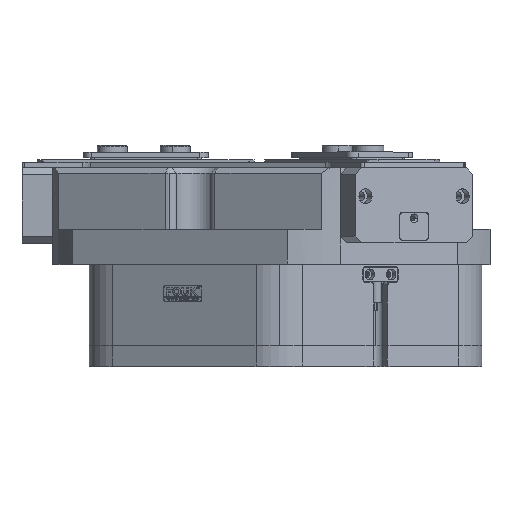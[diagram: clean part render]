
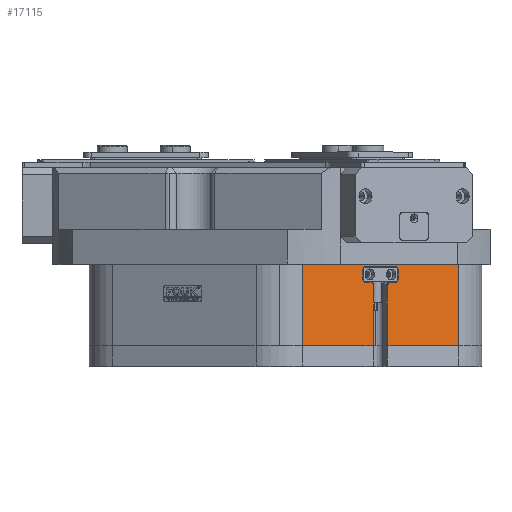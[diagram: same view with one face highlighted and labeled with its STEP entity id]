
A CAD part, top view. The second image highlights one B-rep face of the part: STEP entity #17115.
In plain terms, the highlighted planar face has unit normal (0.5, 0, 0.866).
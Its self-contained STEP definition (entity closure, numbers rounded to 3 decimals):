
#473 = VERTEX_POINT ( 'NONE', #57798 ) ;
#1093 = EDGE_CURVE ( 'NONE', #2046, #58953, #19922, .T. ) ;
#1182 = VECTOR ( 'NONE', #19728, 1000. ) ;
#1454 = DIRECTION ( 'NONE',  ( 0.5, 0., 0.866 ) ) ;
#1552 = AXIS2_PLACEMENT_3D ( 'NONE', #47701, #11112, #29440 ) ;
#1892 = DIRECTION ( 'NONE',  ( 0., 1., 0. ) ) ;
#1927 = CARTESIAN_POINT ( 'NONE',  ( 58.183, 48.5, 130.376 ) ) ;
#1931 = FACE_OUTER_BOUND ( 'NONE', #54344, .T. ) ;
#2031 = DIRECTION ( 'NONE',  ( -0.866, 0., 0.5 ) ) ;
#2046 = VERTEX_POINT ( 'NONE', #51998 ) ;
#3190 = LINE ( 'NONE', #25809, #21678 ) ;
#3267 = PLANE ( 'NONE',  #34435 ) ;
#3318 = CARTESIAN_POINT ( 'NONE',  ( 128., 0., 90.067 ) ) ;
#3564 = DIRECTION ( 'NONE',  ( -0.5, 0., -0.866 ) ) ;
#3783 = VERTEX_POINT ( 'NONE', #36614 ) ;
#3920 = VERTEX_POINT ( 'NONE', #46499 ) ;
#4435 = AXIS2_PLACEMENT_3D ( 'NONE', #19265, #32849, #33243 ) ;
#4674 = CIRCLE ( 'NONE', #20754, 1.7 ) ;
#5057 = LINE ( 'NONE', #8315, #33550 ) ;
#5295 = EDGE_CURVE ( 'NONE', #10222, #9694, #6730, .T. ) ;
#5558 = EDGE_CURVE ( 'NONE', #20356, #3783, #3190, .T. ) ;
#5737 = DIRECTION ( 'NONE',  ( -0.866, 0., 0.5 ) ) ;
#5776 = ORIENTED_EDGE ( 'NONE', *, *, #1093, .T. ) ;
#5850 = CARTESIAN_POINT ( 'NONE',  ( 284., 59.5, 0. ) ) ;
#5991 = CARTESIAN_POINT ( 'NONE',  ( 14., 754.9, 155.885 ) ) ;
#6730 = LINE ( 'NONE', #23998, #45235 ) ;
#7693 = DIRECTION ( 'NONE',  ( 0., 1., 0. ) ) ;
#7858 = DIRECTION ( 'NONE',  ( 0.866, 0., -0.5 ) ) ;
#8222 = VECTOR ( 'NONE', #56907, 1000. ) ;
#8315 = CARTESIAN_POINT ( 'NONE',  ( 76.456, 0., 119.826 ) ) ;
#8607 = ORIENTED_EDGE ( 'NONE', *, *, #24714, .F. ) ;
#9100 = ORIENTED_EDGE ( 'NONE', *, *, #56394, .T. ) ;
#9613 = CARTESIAN_POINT ( 'NONE',  ( 81.825, 57.8, 116.726 ) ) ;
#9614 = ORIENTED_EDGE ( 'NONE', *, *, #25983, .T. ) ;
#9694 = VERTEX_POINT ( 'NONE', #23873 ) ;
#9983 = DIRECTION ( 'NONE',  ( -0.5, 0., -0.866 ) ) ;
#10148 = ORIENTED_EDGE ( 'NONE', *, *, #16235, .T. ) ;
#10222 = VERTEX_POINT ( 'NONE', #27651 ) ;
#10286 = AXIS2_PLACEMENT_3D ( 'NONE', #31938, #9983, #47143 ) ;
#10639 = LINE ( 'NONE', #24507, #38417 ) ;
#10702 = DIRECTION ( 'NONE',  ( -0.866, 0., 0.5 ) ) ;
#11067 = VERTEX_POINT ( 'NONE', #3318 ) ;
#11112 = DIRECTION ( 'NONE',  ( -0.5, 0., -0.866 ) ) ;
#11411 = VERTEX_POINT ( 'NONE', #14612 ) ;
#11843 = ORIENTED_EDGE ( 'NONE', *, *, #41656, .T. ) ;
#12725 = EDGE_CURVE ( 'NONE', #9694, #20356, #39732, .T. ) ;
#12840 = DIRECTION ( 'NONE',  ( 0.5, 0., 0.866 ) ) ;
#12877 = CIRCLE ( 'NONE', #26585, 2.3 ) ;
#13705 = ORIENTED_EDGE ( 'NONE', *, *, #5295, .T. ) ;
#14612 = CARTESIAN_POINT ( 'NONE',  ( 76.456, 0., 119.826 ) ) ;
#15304 = VERTEX_POINT ( 'NONE', #38904 ) ;
#15752 = CARTESIAN_POINT ( 'NONE',  ( 64.072, 44.5, 126.976 ) ) ;
#15859 = VERTEX_POINT ( 'NONE', #58879 ) ;
#16235 = EDGE_CURVE ( 'NONE', #15859, #49926, #51102, .T. ) ;
#16568 = DIRECTION ( 'NONE',  ( 0., 1., 0. ) ) ;
#16765 = VERTEX_POINT ( 'NONE', #58652 ) ;
#17115 = ADVANCED_FACE ( 'NONE', ( #1931 ), #3267, .T. ) ;
#17124 = CARTESIAN_POINT ( 'NONE',  ( 77.928, 44.5, 118.976 ) ) ;
#19265 = CARTESIAN_POINT ( 'NONE',  ( 60.175, 55.5, 129.226 ) ) ;
#19728 = DIRECTION ( 'NONE',  ( 0.866, 0., -0.5 ) ) ;
#19922 = LINE ( 'NONE', #5991, #34945 ) ;
#20081 = DIRECTION ( 'NONE',  ( 0.866, 0., -0.5 ) ) ;
#20102 = DIRECTION ( 'NONE',  ( 0.866, 0., -0.5 ) ) ;
#20356 = VERTEX_POINT ( 'NONE', #1927 ) ;
#20754 = AXIS2_PLACEMENT_3D ( 'NONE', #17124, #21716, #39883 ) ;
#21505 = ORIENTED_EDGE ( 'NONE', *, *, #29069, .F. ) ;
#21678 = VECTOR ( 'NONE', #7693, 1000. ) ;
#21716 = DIRECTION ( 'NONE',  ( 0.5, 0., 0.866 ) ) ;
#22511 = VECTOR ( 'NONE', #20081, 1000. ) ;
#23141 = CIRCLE ( 'NONE', #10286, 2.3 ) ;
#23827 = EDGE_CURVE ( 'NONE', #43090, #54122, #23141, .T. ) ;
#23873 = CARTESIAN_POINT ( 'NONE',  ( 60.175, 46.2, 129.226 ) ) ;
#23998 = CARTESIAN_POINT ( 'NONE',  ( 60.175, 46.2, 129.226 ) ) ;
#24198 = ORIENTED_EDGE ( 'NONE', *, *, #45134, .T. ) ;
#24507 = CARTESIAN_POINT ( 'NONE',  ( 284., 0., 0. ) ) ;
#24714 = EDGE_CURVE ( 'NONE', #11067, #11411, #32302, .T. ) ;
#25059 = ORIENTED_EDGE ( 'NONE', *, *, #36813, .T. ) ;
#25809 = CARTESIAN_POINT ( 'NONE',  ( 58.183, 55.5, 130.376 ) ) ;
#25923 = CARTESIAN_POINT ( 'NONE',  ( 65.544, 44.5, 126.126 ) ) ;
#25983 = EDGE_CURVE ( 'NONE', #54130, #28381, #32195, .T. ) ;
#26585 = AXIS2_PLACEMENT_3D ( 'NONE', #31618, #3564, #44943 ) ;
#26856 = LINE ( 'NONE', #5850, #1182 ) ;
#27085 = CIRCLE ( 'NONE', #58030, 1.7 ) ;
#27458 = EDGE_CURVE ( 'NONE', #28381, #10222, #27085, .T. ) ;
#27651 = CARTESIAN_POINT ( 'NONE',  ( 64.072, 46.2, 126.976 ) ) ;
#28035 = VECTOR ( 'NONE', #55352, 1000. ) ;
#28381 = VERTEX_POINT ( 'NONE', #25923 ) ;
#28952 = CARTESIAN_POINT ( 'NONE',  ( 65.544, 0., 126.126 ) ) ;
#29069 = EDGE_CURVE ( 'NONE', #2046, #473, #26856, .T. ) ;
#29440 = DIRECTION ( 'NONE',  ( 0.866, 0., -0.5 ) ) ;
#31618 = CARTESIAN_POINT ( 'NONE',  ( 81.825, 48.5, 116.726 ) ) ;
#31938 = CARTESIAN_POINT ( 'NONE',  ( 81.825, 55.5, 116.726 ) ) ;
#32195 = LINE ( 'NONE', #34130, #46399 ) ;
#32302 = LINE ( 'NONE', #45803, #28035 ) ;
#32849 = DIRECTION ( 'NONE',  ( -0.5, 0., -0.866 ) ) ;
#33243 = DIRECTION ( 'NONE',  ( 0.866, 0., -0.5 ) ) ;
#33550 = VECTOR ( 'NONE', #58441, 1000. ) ;
#34130 = CARTESIAN_POINT ( 'NONE',  ( 65.544, 44.5, 126.126 ) ) ;
#34435 = AXIS2_PLACEMENT_3D ( 'NONE', #40496, #12840, #7858 ) ;
#34945 = VECTOR ( 'NONE', #55738, 1000. ) ;
#36614 = CARTESIAN_POINT ( 'NONE',  ( 58.183, 55.5, 130.376 ) ) ;
#36813 = EDGE_CURVE ( 'NONE', #11067, #473, #50976, .T. ) ;
#38417 = VECTOR ( 'NONE', #2031, 1000. ) ;
#38503 = CARTESIAN_POINT ( 'NONE',  ( 81.825, 57.8, 116.726 ) ) ;
#38904 = CARTESIAN_POINT ( 'NONE',  ( 83.817, 48.5, 115.576 ) ) ;
#38972 = VECTOR ( 'NONE', #16568, 1000. ) ;
#39732 = CIRCLE ( 'NONE', #1552, 2.3 ) ;
#39883 = DIRECTION ( 'NONE',  ( 0.866, 0., -0.5 ) ) ;
#40496 = CARTESIAN_POINT ( 'NONE',  ( 284., 754.9, 0. ) ) ;
#41301 = EDGE_CURVE ( 'NONE', #3783, #3920, #42792, .T. ) ;
#41656 = EDGE_CURVE ( 'NONE', #15304, #15859, #12877, .T. ) ;
#42792 = CIRCLE ( 'NONE', #4435, 2.3 ) ;
#43090 = VERTEX_POINT ( 'NONE', #38503 ) ;
#43674 = ORIENTED_EDGE ( 'NONE', *, *, #48596, .T. ) ;
#43804 = LINE ( 'NONE', #47945, #8222 ) ;
#44481 = ORIENTED_EDGE ( 'NONE', *, *, #12725, .T. ) ;
#44835 = ORIENTED_EDGE ( 'NONE', *, *, #27458, .T. ) ;
#44943 = DIRECTION ( 'NONE',  ( 0.866, 0., -0.5 ) ) ;
#45134 = EDGE_CURVE ( 'NONE', #3920, #43090, #55283, .T. ) ;
#45235 = VECTOR ( 'NONE', #10702, 1000. ) ;
#45803 = CARTESIAN_POINT ( 'NONE',  ( 284., 0., 0. ) ) ;
#46399 = VECTOR ( 'NONE', #1892, 1000. ) ;
#46499 = CARTESIAN_POINT ( 'NONE',  ( 60.175, 57.8, 129.226 ) ) ;
#46827 = ORIENTED_EDGE ( 'NONE', *, *, #52498, .F. ) ;
#47143 = DIRECTION ( 'NONE',  ( 0.866, 0., -0.5 ) ) ;
#47266 = CARTESIAN_POINT ( 'NONE',  ( 14., 0., 155.885 ) ) ;
#47701 = CARTESIAN_POINT ( 'NONE',  ( 60.175, 48.5, 129.226 ) ) ;
#47945 = CARTESIAN_POINT ( 'NONE',  ( 83.817, 48.5, 115.576 ) ) ;
#48288 = VECTOR ( 'NONE', #5737, 1000. ) ;
#48515 = ORIENTED_EDGE ( 'NONE', *, *, #23827, .T. ) ;
#48596 = EDGE_CURVE ( 'NONE', #16765, #11411, #5057, .T. ) ;
#49288 = ORIENTED_EDGE ( 'NONE', *, *, #56807, .T. ) ;
#49346 = ORIENTED_EDGE ( 'NONE', *, *, #5558, .T. ) ;
#49926 = VERTEX_POINT ( 'NONE', #50490 ) ;
#50490 = CARTESIAN_POINT ( 'NONE',  ( 77.928, 46.2, 118.976 ) ) ;
#50976 = LINE ( 'NONE', #53369, #38972 ) ;
#51102 = LINE ( 'NONE', #56268, #48288 ) ;
#51998 = CARTESIAN_POINT ( 'NONE',  ( 14., 59.5, 155.885 ) ) ;
#52498 = EDGE_CURVE ( 'NONE', #54130, #58953, #10639, .T. ) ;
#53369 = CARTESIAN_POINT ( 'NONE',  ( 128., 754.9, 90.067 ) ) ;
#54122 = VERTEX_POINT ( 'NONE', #55773 ) ;
#54130 = VERTEX_POINT ( 'NONE', #28952 ) ;
#54344 = EDGE_LOOP ( 'NONE', ( #46827, #9614, #44835, #13705, #44481, #49346, #57733, #24198, #48515, #49288, #11843, #10148, #9100, #43674, #8607, #25059, #21505, #5776 ) ) ;
#55283 = LINE ( 'NONE', #9613, #22511 ) ;
#55352 = DIRECTION ( 'NONE',  ( -0.866, 0., 0.5 ) ) ;
#55738 = DIRECTION ( 'NONE',  ( 0., -1., 0. ) ) ;
#55773 = CARTESIAN_POINT ( 'NONE',  ( 83.817, 55.5, 115.576 ) ) ;
#56268 = CARTESIAN_POINT ( 'NONE',  ( 77.928, 46.2, 118.976 ) ) ;
#56394 = EDGE_CURVE ( 'NONE', #49926, #16765, #4674, .T. ) ;
#56807 = EDGE_CURVE ( 'NONE', #54122, #15304, #43804, .T. ) ;
#56907 = DIRECTION ( 'NONE',  ( 0., -1., 0. ) ) ;
#57733 = ORIENTED_EDGE ( 'NONE', *, *, #41301, .T. ) ;
#57798 = CARTESIAN_POINT ( 'NONE',  ( 128., 59.5, 90.067 ) ) ;
#58030 = AXIS2_PLACEMENT_3D ( 'NONE', #15752, #1454, #20102 ) ;
#58441 = DIRECTION ( 'NONE',  ( 0., -1., 0. ) ) ;
#58652 = CARTESIAN_POINT ( 'NONE',  ( 76.456, 44.5, 119.826 ) ) ;
#58879 = CARTESIAN_POINT ( 'NONE',  ( 81.825, 46.2, 116.726 ) ) ;
#58953 = VERTEX_POINT ( 'NONE', #47266 ) ;
